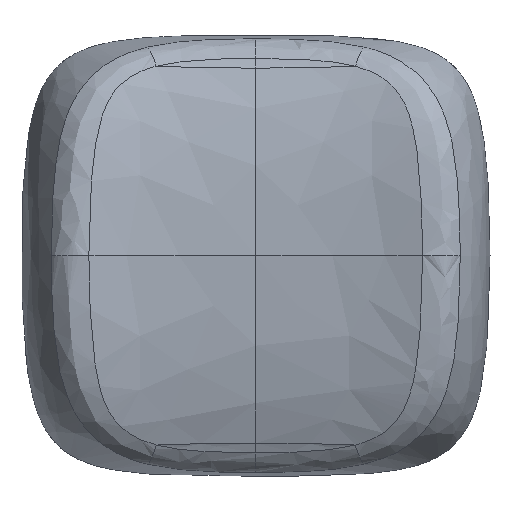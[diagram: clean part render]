
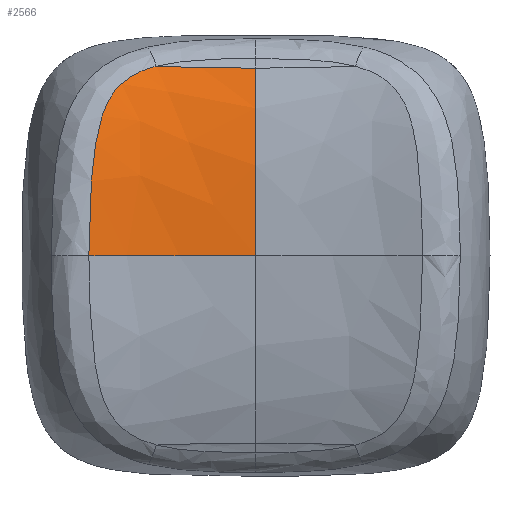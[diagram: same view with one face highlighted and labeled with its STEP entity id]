
A CAD part, top view. The second image highlights one B-rep face of the part: STEP entity #2566.
In plain terms, the highlighted free-form (B-spline) face has degree [3, 3] with [5, 5] control points.
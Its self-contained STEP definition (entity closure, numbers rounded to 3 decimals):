
#39=(
BOUNDED_CURVE()
B_SPLINE_CURVE(5,(#12427,#12428,#12429,#12430,#12431,#12432,#12433),
 .UNSPECIFIED.,.F.,.F.)
B_SPLINE_CURVE_WITH_KNOTS((6,1,6),(-1.,-0.8,-0.62),
 .UNSPECIFIED.)
CURVE()
GEOMETRIC_REPRESENTATION_ITEM()
RATIONAL_B_SPLINE_CURVE((1.,1.,1.,1.,1.,1.,1.))
REPRESENTATION_ITEM('')
);
#40=(
BOUNDED_CURVE()
B_SPLINE_CURVE(5,(#12464,#12465,#12466,#12467,#12468,#12469,#12470,#12471,
#12472,#12473),.UNSPECIFIED.,.F.,.F.)
B_SPLINE_CURVE_WITH_KNOTS((6,1,1,1,1,6),(0.183,0.2,0.4,0.6,0.8,
1.),.UNSPECIFIED.)
CURVE()
GEOMETRIC_REPRESENTATION_ITEM()
RATIONAL_B_SPLINE_CURVE((1.,1.,1.,1.,1.,1.,1.,1.,1.,1.))
REPRESENTATION_ITEM('')
);
#253=FACE_OUTER_BOUND('',#407,.T.);
#407=EDGE_LOOP('',(#1976,#1977,#1978,#1979));
#820=B_SPLINE_CURVE_WITH_KNOTS('',3,(#12201,#12202,#12203,#12204,#12205,
#12206,#12207,#12208,#12209,#12210,#12211),.UNSPECIFIED.,.F.,.F.,(4,1,1,
1,1,1,1,1,4),(0.,0.231,0.347,0.462,0.52,
0.578,0.636,0.693,0.809),
 .UNSPECIFIED.);
#827=B_SPLINE_CURVE_WITH_KNOTS('',3,(#12474,#12475,#12476,#12477,#12478),
 .UNSPECIFIED.,.F.,.F.,(4,1,4),(0.,0.571,1.),.UNSPECIFIED.);
#1075=VERTEX_POINT('',#12131);
#1076=VERTEX_POINT('',#12200);
#1081=VERTEX_POINT('',#12426);
#1082=VERTEX_POINT('',#12463);
#1417=EDGE_CURVE('',#1075,#1076,#820,.T.);
#1428=EDGE_CURVE('',#1081,#1076,#39,.T.);
#1430=EDGE_CURVE('',#1075,#1082,#40,.T.);
#1431=EDGE_CURVE('',#1082,#1081,#827,.T.);
#1976=ORIENTED_EDGE('',*,*,#1417,.F.);
#1977=ORIENTED_EDGE('',*,*,#1430,.T.);
#1978=ORIENTED_EDGE('',*,*,#1431,.T.);
#1979=ORIENTED_EDGE('',*,*,#1428,.T.);
#2448=B_SPLINE_SURFACE_WITH_KNOTS('',3,3,((#12438,#12439,#12440,#12441,
#12442),(#12443,#12444,#12445,#12446,#12447),(#12448,#12449,#12450,#12451,
#12452),(#12453,#12454,#12455,#12456,#12457),(#12458,#12459,#12460,#12461,
#12462)),.UNSPECIFIED.,.F.,.F.,.F.,(4,1,4),(4,1,4),(-1.,-0.533,
-0.183),(0.,0.571,1.),.UNSPECIFIED.);
#2566=ADVANCED_FACE('',(#253),#2448,.F.);
#12131=CARTESIAN_POINT('',(-6.23,0.,5.526));
#12200=CARTESIAN_POINT('',(-3.72,7.071,3.977));
#12201=CARTESIAN_POINT('Ctrl Pts',(-6.23,0.,
5.526));
#12202=CARTESIAN_POINT('Ctrl Pts',(-6.23,0.787,
5.526));
#12203=CARTESIAN_POINT('Ctrl Pts',(-6.203,1.979,5.494));
#12204=CARTESIAN_POINT('Ctrl Pts',(-6.075,3.587,5.319));
#12205=CARTESIAN_POINT('Ctrl Pts',(-5.922,4.591,5.126));
#12206=CARTESIAN_POINT('Ctrl Pts',(-5.702,5.358,4.905));
#12207=CARTESIAN_POINT('Ctrl Pts',(-5.463,5.889,4.708));
#12208=CARTESIAN_POINT('Ctrl Pts',(-5.127,6.336,4.494));
#12209=CARTESIAN_POINT('Ctrl Pts',(-4.565,6.787,4.221));
#12210=CARTESIAN_POINT('Ctrl Pts',(-4.064,6.978,4.062));
#12211=CARTESIAN_POINT('Ctrl Pts',(-3.72,7.071,3.977));
#12426=CARTESIAN_POINT('',(0.,7.,3.799));
#12427=CARTESIAN_POINT('Ctrl Pts',(0.,7.,
3.799));
#12428=CARTESIAN_POINT('Ctrl Pts',(-0.506,7.,
3.799));
#12429=CARTESIAN_POINT('Ctrl Pts',(-1.405,7.004,3.809));
#12430=CARTESIAN_POINT('Ctrl Pts',(-2.184,7.016,3.839));
#12431=CARTESIAN_POINT('Ctrl Pts',(-2.86,7.035,3.886));
#12432=CARTESIAN_POINT('Ctrl Pts',(-3.455,7.059,3.946));
#12433=CARTESIAN_POINT('Ctrl Pts',(-3.72,7.071,3.977));
#12438=CARTESIAN_POINT('Ctrl Pts',(0.,0.,
4.8));
#12439=CARTESIAN_POINT('Ctrl Pts',(0.,2.41,
4.8));
#12440=CARTESIAN_POINT('Ctrl Pts',(0.,4.949,
4.502));
#12441=CARTESIAN_POINT('Ctrl Pts',(0.,6.448,
4.021));
#12442=CARTESIAN_POINT('Ctrl Pts',(0.,7.,
3.799));
#12443=CARTESIAN_POINT('Ctrl Pts',(-1.969,0.,
4.8));
#12444=CARTESIAN_POINT('Ctrl Pts',(-1.969,2.41,4.8));
#12445=CARTESIAN_POINT('Ctrl Pts',(-1.969,4.949,4.502));
#12446=CARTESIAN_POINT('Ctrl Pts',(-1.969,6.448,4.021));
#12447=CARTESIAN_POINT('Ctrl Pts',(-1.969,7.,3.799));
#12448=CARTESIAN_POINT('Ctrl Pts',(-4.297,0.,
4.998));
#12449=CARTESIAN_POINT('Ctrl Pts',(-4.297,2.419,4.997));
#12450=CARTESIAN_POINT('Ctrl Pts',(-4.297,4.987,4.698));
#12451=CARTESIAN_POINT('Ctrl Pts',(-4.297,6.509,4.209));
#12452=CARTESIAN_POINT('Ctrl Pts',(-4.297,7.074,3.982));
#12453=CARTESIAN_POINT('Ctrl Pts',(-5.698,0.,
5.359));
#12454=CARTESIAN_POINT('Ctrl Pts',(-5.698,2.435,5.359));
#12455=CARTESIAN_POINT('Ctrl Pts',(-5.698,5.057,5.055));
#12456=CARTESIAN_POINT('Ctrl Pts',(-5.698,6.621,4.554));
#12457=CARTESIAN_POINT('Ctrl Pts',(-5.698,7.208,4.317));
#12458=CARTESIAN_POINT('Ctrl Pts',(-6.23,0.,
5.526));
#12459=CARTESIAN_POINT('Ctrl Pts',(-6.23,2.442,5.526));
#12460=CARTESIAN_POINT('Ctrl Pts',(-6.23,5.089,5.221));
#12461=CARTESIAN_POINT('Ctrl Pts',(-6.23,6.673,4.713));
#12462=CARTESIAN_POINT('Ctrl Pts',(-6.23,7.271,4.473));
#12463=CARTESIAN_POINT('',(0.,0.,4.8));
#12464=CARTESIAN_POINT('Ctrl Pts',(-6.23,0.,
5.526));
#12465=CARTESIAN_POINT('Ctrl Pts',(-6.215,0.,
5.522));
#12466=CARTESIAN_POINT('Ctrl Pts',(-6.016,0.,
5.46));
#12467=CARTESIAN_POINT('Ctrl Pts',(-5.617,0.,
5.344));
#12468=CARTESIAN_POINT('Ctrl Pts',(-4.967,0.,
5.182));
#12469=CARTESIAN_POINT('Ctrl Pts',(-3.961,0.,
4.995));
#12470=CARTESIAN_POINT('Ctrl Pts',(-2.674,0.,
4.864));
#12471=CARTESIAN_POINT('Ctrl Pts',(-1.452,0.,
4.812));
#12472=CARTESIAN_POINT('Ctrl Pts',(-0.506,0.,
4.8));
#12473=CARTESIAN_POINT('Ctrl Pts',(0.,0.,
4.8));
#12474=CARTESIAN_POINT('Ctrl Pts',(0.,0.,
4.8));
#12475=CARTESIAN_POINT('Ctrl Pts',(0.,2.41,
4.8));
#12476=CARTESIAN_POINT('Ctrl Pts',(0.,4.949,
4.502));
#12477=CARTESIAN_POINT('Ctrl Pts',(0.,6.448,
4.021));
#12478=CARTESIAN_POINT('Ctrl Pts',(0.,7.,
3.799));
